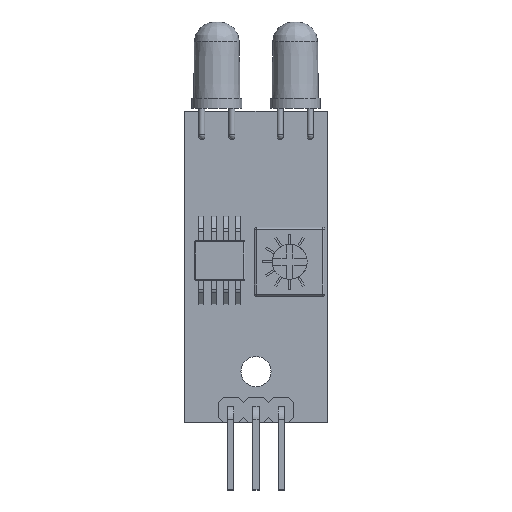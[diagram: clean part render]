
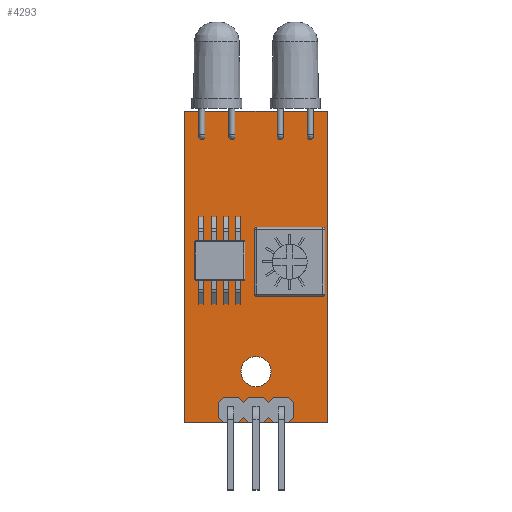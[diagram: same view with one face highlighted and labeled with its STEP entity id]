
A CAD part, top view. The second image highlights one B-rep face of the part: STEP entity #4293.
In plain terms, the highlighted planar face has unit normal (0, 0, 1).
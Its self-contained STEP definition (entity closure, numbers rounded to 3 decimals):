
#81=FACE_BOUND('',#558,.T.);
#90=PLANE('',#4601);
#286=FACE_OUTER_BOUND('',#557,.T.);
#557=EDGE_LOOP('',(#2988,#2989,#2990,#2991));
#558=EDGE_LOOP('',(#2992));
#831=LINE('',#6353,#1305);
#834=LINE('',#6359,#1308);
#837=LINE('',#6365,#1311);
#840=LINE('',#6369,#1314);
#1305=VECTOR('',#5030,10.);
#1308=VECTOR('',#5035,10.);
#1311=VECTOR('',#5040,10.);
#1314=VECTOR('',#5045,10.);
#1776=CIRCLE('',#4595,1.5);
#1930=VERTEX_POINT('',#6341);
#1934=VERTEX_POINT('',#6350);
#1935=VERTEX_POINT('',#6352);
#1937=VERTEX_POINT('',#6358);
#1939=VERTEX_POINT('',#6364);
#2336=EDGE_CURVE('',#1930,#1930,#1776,.T.);
#2341=EDGE_CURVE('',#1935,#1934,#831,.T.);
#2344=EDGE_CURVE('',#1937,#1935,#834,.T.);
#2347=EDGE_CURVE('',#1939,#1937,#837,.T.);
#2350=EDGE_CURVE('',#1934,#1939,#840,.T.);
#2988=ORIENTED_EDGE('',*,*,#2350,.T.);
#2989=ORIENTED_EDGE('',*,*,#2347,.T.);
#2990=ORIENTED_EDGE('',*,*,#2344,.T.);
#2991=ORIENTED_EDGE('',*,*,#2341,.T.);
#2992=ORIENTED_EDGE('',*,*,#2336,.T.);
#4293=ADVANCED_FACE('',(#286,#81),#90,.T.);
#4595=AXIS2_PLACEMENT_3D('',#6342,#5021,#5022);
#4601=AXIS2_PLACEMENT_3D('',#6370,#5046,#5047);
#5021=DIRECTION('center_axis',(0.,0.,-1.));
#5022=DIRECTION('ref_axis',(1.,0.,0.));
#5030=DIRECTION('',(1.,0.,0.));
#5035=DIRECTION('',(0.,-1.,0.));
#5040=DIRECTION('',(-1.,0.,0.));
#5045=DIRECTION('',(0.,1.,0.));
#5046=DIRECTION('center_axis',(0.,0.,1.));
#5047=DIRECTION('ref_axis',(1.,0.,0.));
#6341=CARTESIAN_POINT('',(-1.5,-10.4,1.54));
#6342=CARTESIAN_POINT('Origin',(0.,-10.4,1.54));
#6350=CARTESIAN_POINT('',(7.1,-15.5,1.54));
#6352=CARTESIAN_POINT('',(-7.1,-15.5,1.54));
#6353=CARTESIAN_POINT('',(-7.1,-15.5,1.54));
#6358=CARTESIAN_POINT('',(-7.1,15.5,1.54));
#6359=CARTESIAN_POINT('',(-7.1,15.5,1.54));
#6364=CARTESIAN_POINT('',(7.1,15.5,1.54));
#6365=CARTESIAN_POINT('',(7.1,15.5,1.54));
#6369=CARTESIAN_POINT('',(7.1,-15.5,1.54));
#6370=CARTESIAN_POINT('Origin',(0.,0.,1.54));
